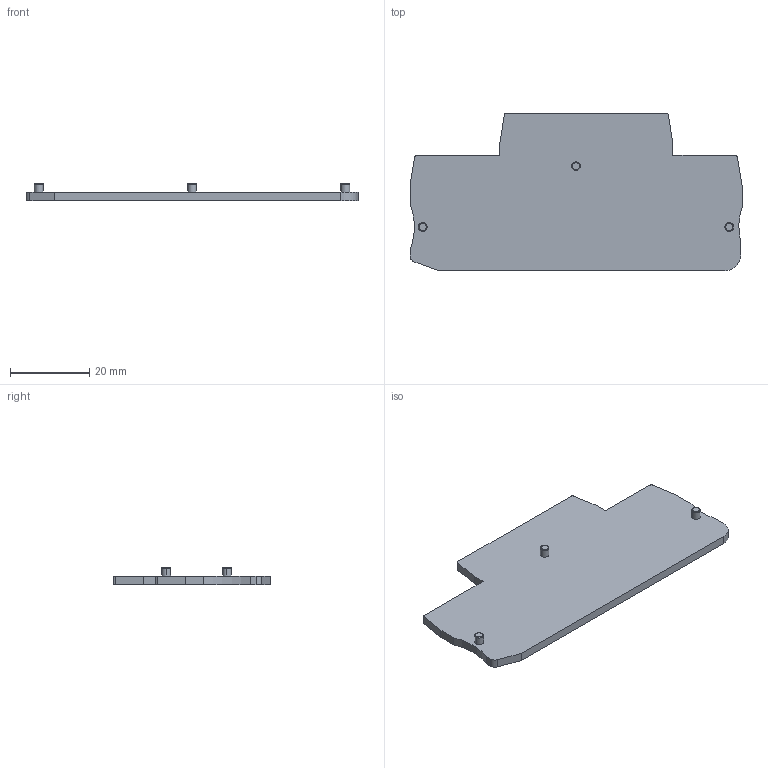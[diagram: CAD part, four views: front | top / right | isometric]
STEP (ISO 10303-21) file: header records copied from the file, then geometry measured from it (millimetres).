
FILE_DESCRIPTION((''),'2;1');
FILE_NAME('PRT0002','2021-04-21T',('Administrator'),(''),'PRO/ENGINEER BY PARAMETRIC TECHNOLOGY CORPORATION, 2013230','PRO/ENGINEER BY PARAMETRIC TECHNOLOGY CORPORATION, 2013230','');
FILE_SCHEMA(('AUTOMOTIVE_DESIGN { 1 0 10303 214 1 1 1 1 }'));
Length unit declared in the file: millimetre
Products named in the file (1): PRT0002
Bounding box: 83.6 x 39.6 x 4.4 mm (x, y, z)
Volume: 6271.3 mm3; surface area: 6244.4 mm2
Topology: 1 solids, 1 shells, 40 faces, 99 edges, 64 vertices
Faces by surface type: plane 20, cylinder 14, torus 6
Entity records: 1266 total; most frequent: DIRECTION 219, CARTESIAN_POINT 205, ORIENTED_EDGE 198, EDGE_CURVE 99, AXIS2_PLACEMENT_3D 80, VERTEX_POINT 64, VECTOR 59, LINE 59
